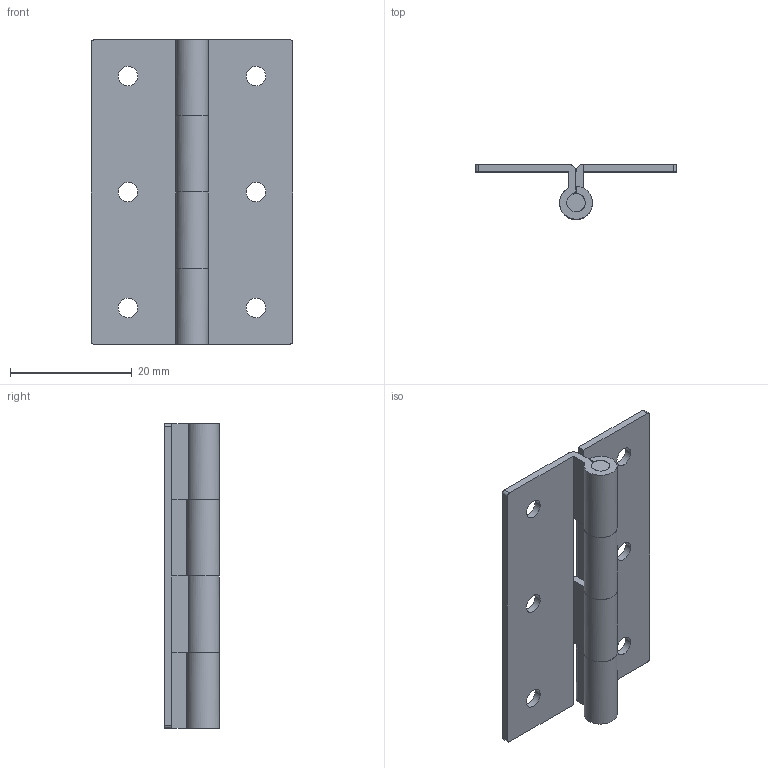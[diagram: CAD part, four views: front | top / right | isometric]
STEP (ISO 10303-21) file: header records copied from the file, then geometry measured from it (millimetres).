
FILE_DESCRIPTION((''),'2;1');
FILE_NAME('','2005-04-20T09:20:43',(''),(''),'','CADfix','');
FILE_SCHEMA(('AUTOMOTIVE_DESIGN'));
Length unit declared in the file: millimetre
Products named in the file (4): shaft; hinge piece_B; hinge piece_A; TH_21_3_6266_36
Assembly tree (3 placements, depth 2):
  TH_21_3_6266_36
    shaft
    hinge piece_B
    hinge piece_A
Bounding box: 33 x 9 x 50 mm (x, y, z)
Volume: 3120.4 mm3; surface area: 5639.8 mm2
Topology: 3 solids, 3 shells, 68 faces, 202 edges, 140 vertices
Faces by surface type: bspline 68
Entity records: 2519 total; most frequent: CARTESIAN_POINT 1298, ORIENTED_EDGE 404, EDGE_CURVE 202, VERTEX_POINT 140, QUASI_UNIFORM_CURVE 106, EDGE_LOOP 80, FACE_OUTER_BOUND 68, ADVANCED_FACE 68
